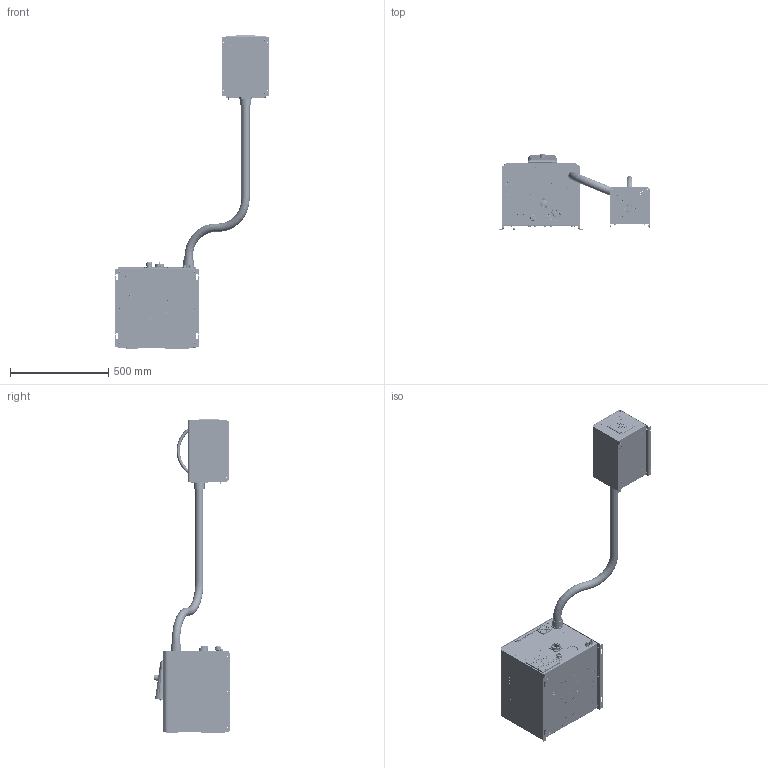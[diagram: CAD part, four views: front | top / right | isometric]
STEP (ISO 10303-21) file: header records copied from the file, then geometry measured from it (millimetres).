
FILE_DESCRIPTION(/* description */ ('TNX50_Smart'),/* implementation_level */ '2;1');
FILE_NAME(/* name */ 'PTP-0001585_A',/* time_stamp */ '2022-05-28T16:24:22+02:00',/* author */ ('Ratkajec'),/* organization */ ('Plustherm Point AG'),/* preprocessor_version */ 'ST-DEVELOPER v16.7',/* originating_system */ 'Solid Edge',/* authorisation */ 'Unknown');
FILE_SCHEMA (('AUTOMOTIVE_DESIGN {1 0 10303 214 3 1 1}'));
Products named in the file (63): PTP-0001585_A; Flexrohr; TNX Compact_MR.C05_20.0.V2.0_1; 2494.150004 Pos.2 Haube (P101)_1; Abdeckung 120x120mm_1; 119-4194-A_1; Wasserverteiler_1; Rotorflow_1; Rotorflow_0; Cable Glands Metal_2_1; Aschlussflansch.neu_1; Screw_DIN_7991_M6x12; Screw_DIN_7991_M4x12; Screw_DIN_7991_M3x10; 2494.150004 Pos.1 Grundblech kompl (1.4301)_1; 2494.150004 Pos.1 Grundblech (1.4301)_1; BN 201 M6xX.X_1.8_2; BN 201 M5x_1.8_2; BN 201 M4xX_1.8_1; D-SUB_9 PIN_1; DWM1174_1; 119-3705_1; 119-3702_1_1; D-SUB_25 PIN _1; 119-3965_1; 119-3702_0_1; fan filter_1; 045484_1; tm_1_p1_P1_1; tm_1_p2_P2_1; tm_1_p33_P3_1; tm_1_e_svb_p8_P8_1; tm_1_screw_SCREW_1; tm_1_screw2_SCREW_1; PTP-0000244_A_1; 00007905 - Gummifuss  D9,5 x 3,8 mm_1; 00007864 - Liko-Schraube 2.5x6 Arnold Plastide 45 KS Z (PZ1) blau ver
z._1; 00007863 - Liko-Schraube 2.5x8 Arnold Plastide 45 KS Z (PZ1) blau ver
z._1; 00013285 - Folientastatur_1; 00013287 - Platine f黵 Unterteil_1 ...
Assembly tree (182 placements, depth 5):
  PTP-0001585_A
    Flexrohr
    TNX Compact_MR.C05_20.0.V2.0_1
      2494.150004 Pos.2 Haube (P101)_1
      Abdeckung 120x120mm_1  x2
      119-4194-A_1  x2
      Wasserverteiler_1  x2
      Rotorflow_1
      Rotorflow_0
      Cable Glands Metal_2_1
      Aschlussflansch.neu_1
      Screw_DIN_7991_M6x12  x11
      Screw_DIN_7991_M4x12  x2
      Screw_DIN_7991_M3x10  x7
      2494.150004 Pos.1 Grundblech kompl (1.4301)_1
        2494.150004 Pos.1 Grundblech (1.4301)_1
        BN 201 M6xX.X_1.8_2  x11
        BN 201 M5x_1.8_2  x13
        BN 201 M4xX_1.8_1  x4
      D-SUB_9 PIN_1  x2
        119-4194-A_1
        DWM1174_1
          119-3705_1
          119-3702_1_1  x9
      D-SUB_25 PIN _1
        119-3965_1
        119-3702_0_1  x25
      fan filter_1  x2
        fan filter_1
      045484_1
        tm_1_p1_P1_1
        tm_1_p2_P2_1  x2
        tm_1_p33_P3_1
        tm_1_e_svb_p8_P8_1
        tm_1_screw_SCREW_1  x4
        tm_1_screw2_SCREW_1  x4
    PTP-0000244_A_1
      00007905 - Gummifuss  D9,5 x 3,8 mm_1  x4
      00007864 - Liko-Schraube 2.5x6 Arnold Plastide 45 KS Z (PZ1) blau ver
z._1  x4
      00007863 - Liko-Schraube 2.5x8 Arnold Plastide 45 KS Z (PZ1) blau ver
z._1  x2
      00013285 - Folientastatur_1
      00013287 - Platine f黵 Unterteil_1
      00006122 - Oberteil_1
      00006880 - Unterteil F Version I_1
      00013286 - Platine f黵 Oberteil_1
      Remot panel_1
      0967_D-Sub_fem_crimp_contacts_09_poles_1
    PTP-0001581_A
      PTP-0001579_A
      PTP-0001580_A  x2
      Lasche  x2
      PTP-0001450_A
        PTP-0000126-B Grundblech
        BN 201 M5x_1.8_1  x14
        BN 201 M6xX.X_1.8_1  x5
      PTP-0001582_A  x3
      Aschlussflansch
      Haube
      BN 1457 1108972 weld stud M6x12_Stainless steel A2
      Arch handle GN 565_4-26-192-A-SW
Bounding box: 786.03 x 388.95 x 1599.71 mm (x, y, z)
Volume: 4854419.1 mm3; surface area: 3423794.4 mm2
Topology: 185 solids, 186 shells, 8797 faces, 22770 edges, 14886 vertices
Faces by surface type: plane 4815, cylinder 2378, bspline 764, cone 484, torus 219, sphere 137
Full cylindrical faces by diameter (mm): 1.143 x43, 1.333 x43, 1.714 x43, 1.8 x2, 2 x7, 2.095 x43, 2.387 x7, 2.5 x34, 2.819 x6, 3 x434, 3.1 x2, 3.141 x2, 3.2 x20, 3.239 x6, 3.296 x1, 3.3 x3, 3.5 x17, 3.505 x6, 4 x14, 4.134 x2, 4.2 x6, 4.5 x16, 4.572 x8, 4.773 x11, 4.917 x26, 5 x41, 5.4 x1, 5.5 x26, 5.6 x2, 6 x55
Entity records: 208996 total; most frequent: CARTESIAN_POINT 72205, ORIENTED_EDGE 24388, DIRECTION 23002, EDGE_CURVE 12194, VERTEX_POINT 8449, AXIS2_PLACEMENT_3D 7994, FACE_BOUND 7295, EDGE_LOOP 7275
